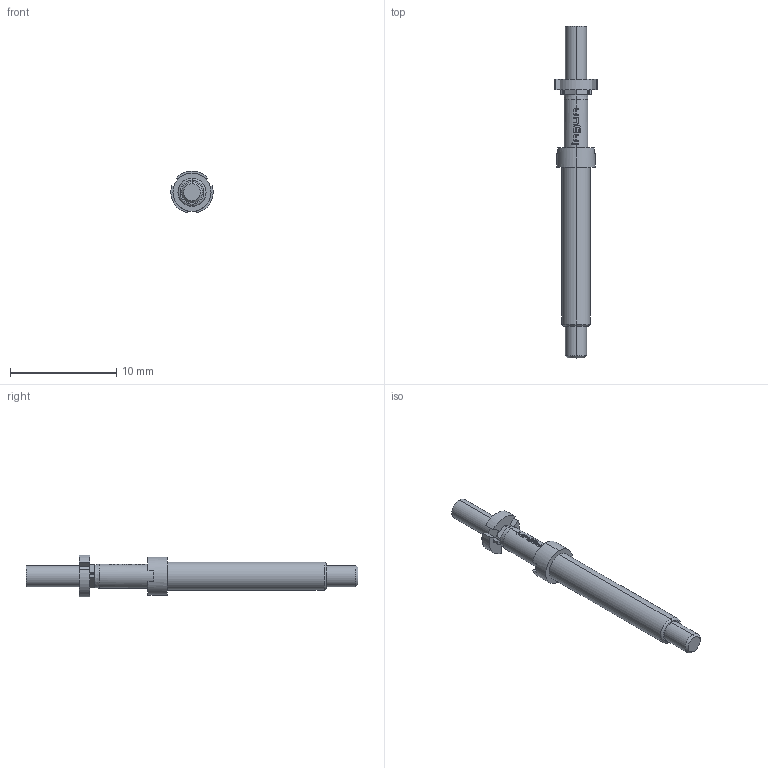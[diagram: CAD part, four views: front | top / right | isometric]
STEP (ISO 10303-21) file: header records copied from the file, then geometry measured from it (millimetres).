
FILE_DESCRIPTION (( 'STEP AP203' ), '1' );
FILE_NAME ('INGUN_T-888_302_200_500_400Axx02M.STEP', '2022-02-10T10:00:25', ( 'ochi' ), ( '' ), 'SwSTEP 2.0', 'SolidWorks 2018', '' );
FILE_SCHEMA (( 'CONFIG_CONTROL_DESIGN' ));
Length unit declared in the file: millimetre
Products named in the file (1): INGUN_T-888_302_200_500_400Axx02M
Bounding box: 4 x 31.3 x 3.96 mm (x, y, z)
Volume: 157.4 mm3; surface area: 287.2 mm2
Topology: 1 solids, 1 shells, 127 faces, 353 edges, 232 vertices
Faces by surface type: plane 74, cylinder 25, bspline 22, cone 4, torus 2
Entity records: 4434 total; most frequent: CARTESIAN_POINT 1233, ORIENTED_EDGE 706, DIRECTION 587, EDGE_CURVE 353, VERTEX_POINT 232, AXIS2_PLACEMENT_3D 214, VECTOR 159, LINE 159
